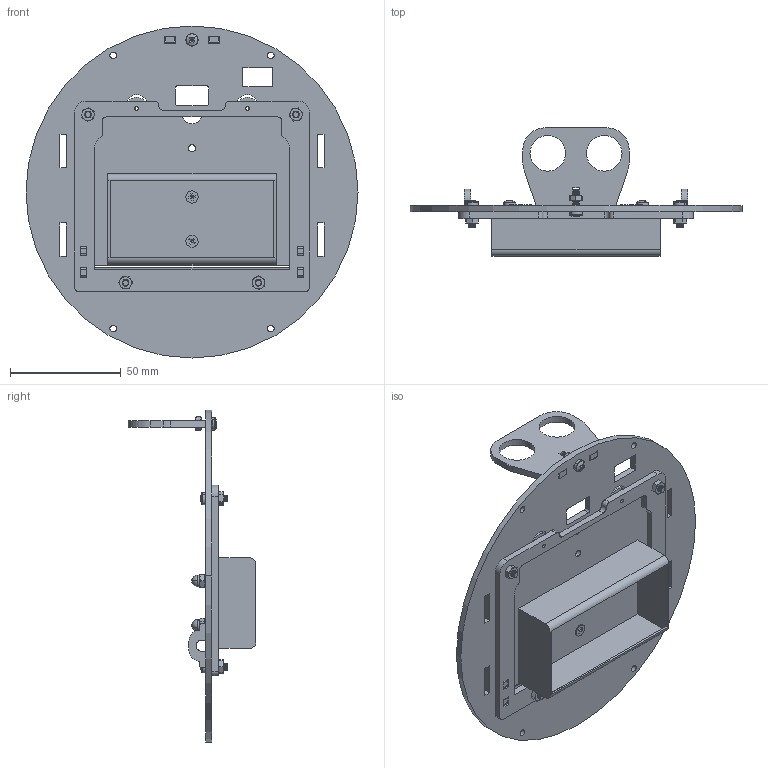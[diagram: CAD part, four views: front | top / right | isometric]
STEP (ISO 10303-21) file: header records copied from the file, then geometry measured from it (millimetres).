
FILE_DESCRIPTION (( 'STEP AP214' ), '1' );
FILE_NAME ('Buoc 14.STEP', '2018-01-27T01:50:15', ( 'Admin' ), ( 'Microsoft' ), 'SwSTEP 2.0', 'SolidWorks 2016', '' );
FILE_SCHEMA (( 'AUTOMOTIVE_DESIGN' ));
Length unit declared in the file: millimetre
Products named in the file (14): Part6; Buoc 13; Ban le lap pin; Buoc 12; capnut m3; countersunk flat head cross recess screw_iso_ISO 7046-1 - M3 x 8 - Z - 8S; De pin sac 2 vien; Tam ga pin; Buoc 11; hex nut style 1 gradeab_iso_ISO - 4032 - M3 - D - N; pan head cross recess screw_iso_ISO 7045 - M3 x 10 - Z - 10S; Tam tren; Tam giu nap day pin; Buoc 14
Assembly tree (24 placements, depth 4):
  Buoc 14
    Buoc 13
      Buoc 11
        Tam giu nap day pin
        Tam tren
        pan head cross recess screw_iso_ISO 7045 - M3 x 10 - Z - 10S  x4
        hex nut style 1 gradeab_iso_ISO - 4032 - M3 - D - N  x4
      Buoc 12
        Tam ga pin
        De pin sac 2 vien
        countersunk flat head cross recess screw_iso_ISO 7046-1 - M3 x 8 - Z - 8S  x2
        capnut m3  x2
      Ban le lap pin  x2
    Part6
    pan head cross recess screw_iso_ISO 7045 - M3 x 10 - Z - 10S
    hex nut style 1 gradeab_iso_ISO - 4032 - M3 - D - N
Bounding box: 150 x 57.8 x 150 mm (x, y, z)
Volume: 70151 mm3; surface area: 68521.3 mm2
Topology: 21 solids, 21 shells, 1497 faces, 3882 edges, 2420 vertices
Faces by surface type: cone 647, cylinder 411, plane 395, torus 24, sphere 14, bspline 6
Entity records: 26917 total; most frequent: CARTESIAN_POINT 10372, DIRECTION 3429, ORIENTED_EDGE 3218, EDGE_CURVE 1609, AXIS2_PLACEMENT_3D 1281, VERTEX_POINT 1031, VECTOR 867, LINE 867
